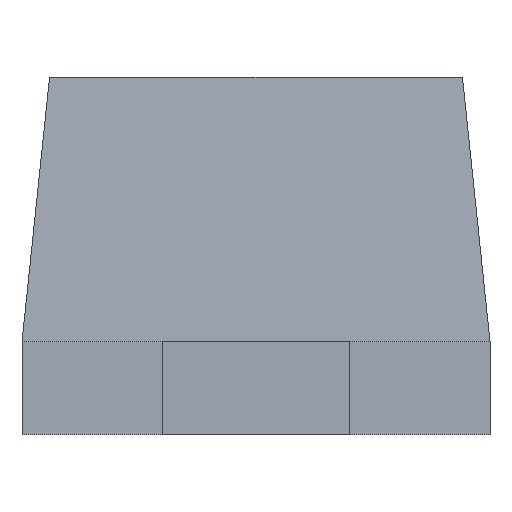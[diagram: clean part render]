
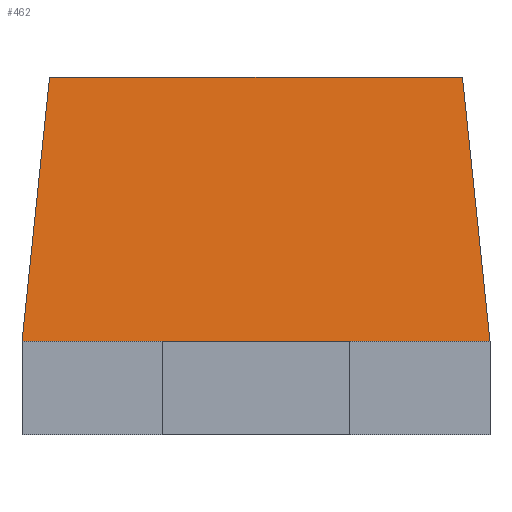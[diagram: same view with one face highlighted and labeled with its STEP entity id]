
A CAD part, left-side view. The second image highlights one B-rep face of the part: STEP entity #462.
In plain terms, the highlighted planar face has unit normal (-0.995, 0, 0.104).
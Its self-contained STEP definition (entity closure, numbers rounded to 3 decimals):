
#406=CARTESIAN_POINT('',(-0.625,-0.425,0.17));
#407=VERTEX_POINT('',#406);
#415=CARTESIAN_POINT('',(-0.575,-0.375,0.65));
#416=VERTEX_POINT('',#415);
#423=CARTESIAN_POINT('',(-0.575,-0.375,0.65));
#424=DIRECTION('',(-0.103,-0.103,-0.989));
#425=VECTOR('',#424,0.485);
#426=LINE('',#423,#425);
#427=EDGE_CURVE('',#416,#407,#426,.T.);
#432=CARTESIAN_POINT('',(-0.6,0.,0.41));
#433=DIRECTION('',(-0.995,0.0,0.104));
#434=DIRECTION('',(0.104,0.0,0.995));
#435=AXIS2_PLACEMENT_3D('',#432,#433,#434);
#436=PLANE('',#435);
#437=CARTESIAN_POINT('',(-0.625,0.425,0.17));
#438=VERTEX_POINT('',#437);
#439=CARTESIAN_POINT('',(-0.625,0.425,0.17));
#440=DIRECTION('',(0.0,-1.0,0.0));
#441=VECTOR('',#440,0.85);
#442=LINE('',#439,#441);
#443=EDGE_CURVE('',#438,#407,#442,.T.);
#444=ORIENTED_EDGE('',*,*,#443,.T.);
#445=ORIENTED_EDGE('',*,*,#427,.F.);
#446=CARTESIAN_POINT('',(-0.575,0.375,0.65));
#447=VERTEX_POINT('',#446);
#448=CARTESIAN_POINT('',(-0.575,-0.375,0.65));
#449=DIRECTION('',(0.0,1.0,0.0));
#450=VECTOR('',#449,0.75);
#451=LINE('',#448,#450);
#452=EDGE_CURVE('',#416,#447,#451,.T.);
#453=ORIENTED_EDGE('',*,*,#452,.T.);
#454=CARTESIAN_POINT('',(-0.575,0.375,0.65));
#455=DIRECTION('',(-0.103,0.103,-0.989));
#456=VECTOR('',#455,0.485);
#457=LINE('',#454,#456);
#458=EDGE_CURVE('',#447,#438,#457,.T.);
#459=ORIENTED_EDGE('',*,*,#458,.T.);
#460=EDGE_LOOP('',(#444,#445,#453,#459));
#461=FACE_OUTER_BOUND('',#460,.T.);
#462=ADVANCED_FACE('',(#461),#436,.T.);
